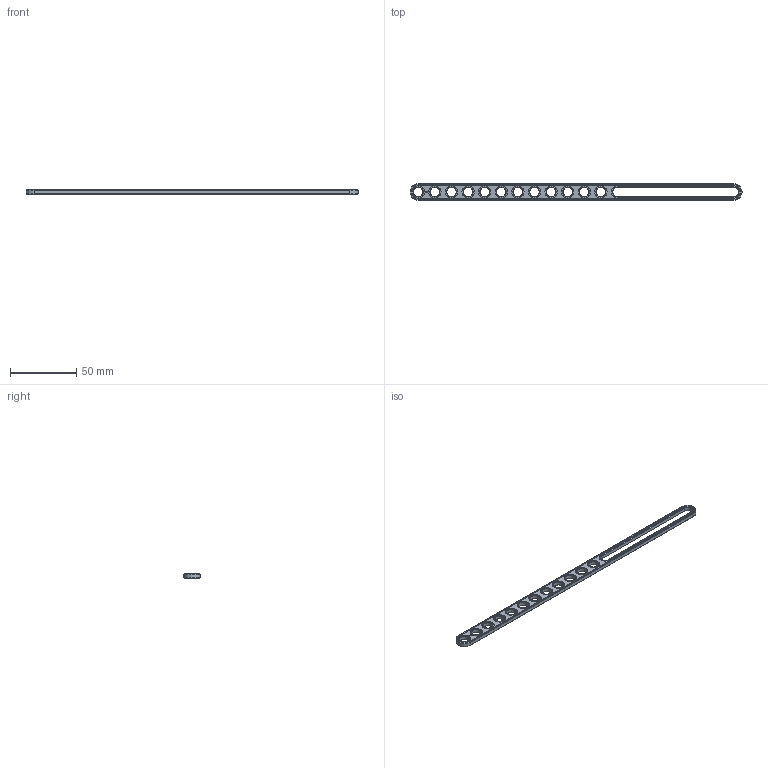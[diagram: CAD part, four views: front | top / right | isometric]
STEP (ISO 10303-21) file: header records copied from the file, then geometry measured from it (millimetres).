
FILE_DESCRIPTION(('FreeCAD Model'),'2;1');
FILE_NAME('Open CASCADE Shape Model','2021-02-27T22:27:34',( 'Paulo Kiefe'),('STEMFIE.org'),'Open CASCADE STEP processor 7.4', 'FreeCAD','Unknown');
FILE_SCHEMA(('AUTOMOTIVE_DESIGN { 1 0 10303 214 1 1 1 1 }'));
Length unit declared in the file: millimetre
Products named in the file (1): Brace_STR_SLT_SE_ERR_-_BU20x01x00.25x08_SPN-BRC-0281_(stemfie.org)
Bounding box: 250 x 12.5 x 3.12 mm (x, y, z)
Volume: 5922.8 mm3; surface area: 6877.4 mm2
Topology: 1 solids, 1 shells, 605 faces, 1637 edges, 1082 vertices
Faces by surface type: plane 345, extrusion 196, cone 32, cylinder 32
Full cylindrical faces by diameter (mm): 7 x12, 9.2 x12
Entity records: 41796 total; most frequent: CARTESIAN_POINT 10433, DIRECTION 5019, VECTOR 3943, LINE 3747, ORIENTED_EDGE 3274, PCURVE 3274, DEFINITIONAL_REPRESENTATION 3274, EDGE_CURVE 1637
